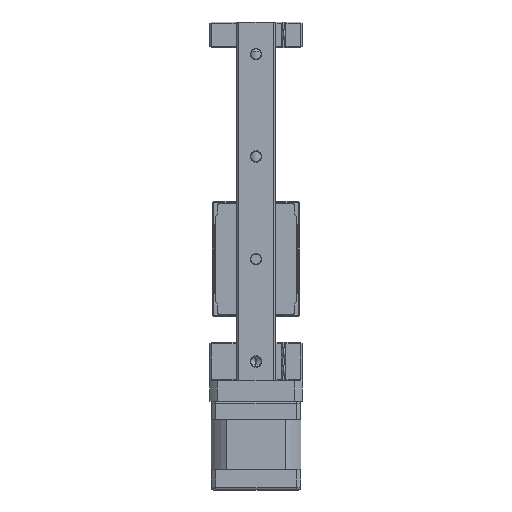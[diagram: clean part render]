
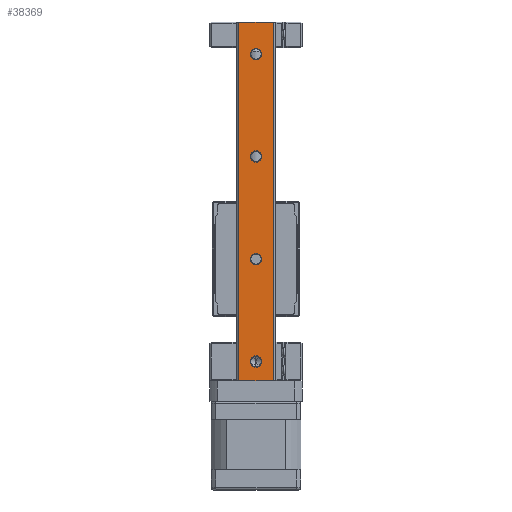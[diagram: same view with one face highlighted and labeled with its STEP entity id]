
A CAD part, front view. The second image highlights one B-rep face of the part: STEP entity #38369.
In plain terms, the highlighted planar face has unit normal (0, -1, 0).
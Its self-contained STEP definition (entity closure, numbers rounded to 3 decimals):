
#161 = FACE_BOUND ( 'NONE', #37017, .T. ) ;
#1023 = EDGE_CURVE ( 'NONE', #47726, #52875, #19461, .T. ) ;
#1656 = DIRECTION ( 'NONE',  ( 0., 1., 0. ) ) ;
#1744 = EDGE_LOOP ( 'NONE', ( #37134, #54717 ) ) ;
#4782 = DIRECTION ( 'NONE',  ( 0., 1., 0. ) ) ;
#5729 = CARTESIAN_POINT ( 'NONE',  ( 1.082, -17.885, 76. ) ) ;
#5786 = CARTESIAN_POINT ( 'NONE',  ( -5.618, -17.885, 168.5 ) ) ;
#5987 = DIRECTION ( 'NONE',  ( 0., 0., -1. ) ) ;
#6468 = ORIENTED_EDGE ( 'NONE', *, *, #32933, .T. ) ;
#6764 = ORIENTED_EDGE ( 'NONE', *, *, #60070, .F. ) ;
#8676 = CIRCLE ( 'NONE', #22851, 2.25 ) ;
#9058 = ORIENTED_EDGE ( 'NONE', *, *, #32663, .T. ) ;
#9792 = VERTEX_POINT ( 'NONE', #19694 ) ;
#9875 = DIRECTION ( 'NONE',  ( 0., -1., 0. ) ) ;
#10112 = VERTEX_POINT ( 'NONE', #59771 ) ;
#10132 = CARTESIAN_POINT ( 'NONE',  ( 3.332, -17.885, 116. ) ) ;
#10150 = CARTESIAN_POINT ( 'NONE',  ( 3.332, -17.885, 156. ) ) ;
#10277 = EDGE_LOOP ( 'NONE', ( #45002, #33742 ) ) ;
#10381 = DIRECTION ( 'NONE',  ( 1., 0., 0. ) ) ;
#11573 = AXIS2_PLACEMENT_3D ( 'NONE', #28346, #9875, #42357 ) ;
#12816 = AXIS2_PLACEMENT_3D ( 'NONE', #14942, #47469, #19575 ) ;
#14942 = CARTESIAN_POINT ( 'NONE',  ( 1.082, -17.885, 36. ) ) ;
#16408 = VECTOR ( 'NONE', #45593, 1000. ) ;
#16635 = CIRCLE ( 'NONE', #55363, 2.25 ) ;
#16662 = CIRCLE ( 'NONE', #12816, 2.25 ) ;
#16869 = DIRECTION ( 'NONE',  ( 0., 1., 0. ) ) ;
#17162 = DIRECTION ( 'NONE',  ( -1., 0., 0. ) ) ;
#17321 = CARTESIAN_POINT ( 'NONE',  ( 1.082, -17.885, 76. ) ) ;
#17481 = EDGE_CURVE ( 'NONE', #22998, #10112, #47169, .T. ) ;
#19017 = DIRECTION ( 'NONE',  ( 0., 1., 0. ) ) ;
#19461 = LINE ( 'NONE', #20367, #54485 ) ;
#19575 = DIRECTION ( 'NONE',  ( 1., 0., 0. ) ) ;
#19694 = CARTESIAN_POINT ( 'NONE',  ( -1.168, -17.885, 36. ) ) ;
#20101 = VERTEX_POINT ( 'NONE', #43633 ) ;
#20367 = CARTESIAN_POINT ( 'NONE',  ( -5.618, -17.885, 168.5 ) ) ;
#20451 = DIRECTION ( 'NONE',  ( 0., 0., -1. ) ) ;
#21088 = CARTESIAN_POINT ( 'NONE',  ( 3.332, -17.885, 36. ) ) ;
#21548 = ORIENTED_EDGE ( 'NONE', *, *, #40421, .T. ) ;
#22002 = DIRECTION ( 'NONE',  ( 1., 0., 0. ) ) ;
#22192 = VECTOR ( 'NONE', #5987, 1000. ) ;
#22418 = CARTESIAN_POINT ( 'NONE',  ( -5.618, -17.885, 28.5 ) ) ;
#22694 = CARTESIAN_POINT ( 'NONE',  ( 3.332, -17.885, 76. ) ) ;
#22851 = AXIS2_PLACEMENT_3D ( 'NONE', #5729, #38213, #10381 ) ;
#22920 = CARTESIAN_POINT ( 'NONE',  ( 7.782, -17.885, 28.5 ) ) ;
#22998 = VERTEX_POINT ( 'NONE', #10132 ) ;
#23376 = CARTESIAN_POINT ( 'NONE',  ( -1.168, -17.885, 156. ) ) ;
#23987 = EDGE_CURVE ( 'NONE', #29479, #20101, #31798, .T. ) ;
#24228 = DIRECTION ( 'NONE',  ( 0., 1., 0. ) ) ;
#24398 = ORIENTED_EDGE ( 'NONE', *, *, #1023, .T. ) ;
#25047 = EDGE_LOOP ( 'NONE', ( #6764, #49014, #24398, #9058 ) ) ;
#28264 = VERTEX_POINT ( 'NONE', #37891 ) ;
#28346 = CARTESIAN_POINT ( 'NONE',  ( -5.618, -17.885, 168.5 ) ) ;
#29005 = EDGE_CURVE ( 'NONE', #20101, #29479, #8676, .T. ) ;
#29464 = CARTESIAN_POINT ( 'NONE',  ( 1.082, -17.885, 116. ) ) ;
#29479 = VERTEX_POINT ( 'NONE', #22694 ) ;
#30057 = AXIS2_PLACEMENT_3D ( 'NONE', #17321, #49901, #22002 ) ;
#31180 = CIRCLE ( 'NONE', #44013, 2.25 ) ;
#31798 = CIRCLE ( 'NONE', #30057, 2.25 ) ;
#32580 = CARTESIAN_POINT ( 'NONE',  ( 1.082, -17.885, 116. ) ) ;
#32663 = EDGE_CURVE ( 'NONE', #52875, #28264, #59324, .T. ) ;
#32933 = EDGE_CURVE ( 'NONE', #42890, #47397, #49132, .T. ) ;
#33002 = PLANE ( 'NONE',  #11573 ) ;
#33742 = ORIENTED_EDGE ( 'NONE', *, *, #17481, .T. ) ;
#33807 = EDGE_LOOP ( 'NONE', ( #60295, #6468 ) ) ;
#34157 = DIRECTION ( 'NONE',  ( 1., 0., 0. ) ) ;
#35779 = FACE_BOUND ( 'NONE', #10277, .T. ) ;
#37017 = EDGE_LOOP ( 'NONE', ( #40483, #21548 ) ) ;
#37134 = ORIENTED_EDGE ( 'NONE', *, *, #29005, .T. ) ;
#37266 = DIRECTION ( 'NONE',  ( 1., 0., 0. ) ) ;
#37891 = CARTESIAN_POINT ( 'NONE',  ( -5.618, -17.885, 28.5 ) ) ;
#38213 = DIRECTION ( 'NONE',  ( 0., 1., 0. ) ) ;
#38369 = ADVANCED_FACE ( 'NONE', ( #59093, #161, #48211, #35779, #51112 ), #33002, .T. ) ;
#40323 = EDGE_CURVE ( 'NONE', #10112, #22998, #48731, .T. ) ;
#40421 = EDGE_CURVE ( 'NONE', #48464, #9792, #16662, .T. ) ;
#40482 = AXIS2_PLACEMENT_3D ( 'NONE', #29464, #1656, #34157 ) ;
#40483 = ORIENTED_EDGE ( 'NONE', *, *, #57733, .T. ) ;
#41980 = AXIS2_PLACEMENT_3D ( 'NONE', #32580, #4782, #37266 ) ;
#42357 = DIRECTION ( 'NONE',  ( -1., 0., 0. ) ) ;
#42740 = VERTEX_POINT ( 'NONE', #22920 ) ;
#42890 = VERTEX_POINT ( 'NONE', #10150 ) ;
#43633 = CARTESIAN_POINT ( 'NONE',  ( -1.168, -17.885, 76. ) ) ;
#43635 = CARTESIAN_POINT ( 'NONE',  ( 7.782, -17.885, 168.5 ) ) ;
#44013 = AXIS2_PLACEMENT_3D ( 'NONE', #46904, #19017, #51589 ) ;
#44709 = CARTESIAN_POINT ( 'NONE',  ( 1.082, -17.885, 156. ) ) ;
#44919 = EDGE_CURVE ( 'NONE', #47726, #42740, #46516, .T. ) ;
#45002 = ORIENTED_EDGE ( 'NONE', *, *, #40323, .T. ) ;
#45593 = DIRECTION ( 'NONE',  ( -1., 0., 0. ) ) ;
#46516 = LINE ( 'NONE', #43635, #58880 ) ;
#46904 = CARTESIAN_POINT ( 'NONE',  ( 1.082, -17.885, 156. ) ) ;
#47169 = CIRCLE ( 'NONE', #40482, 2.25 ) ;
#47397 = VERTEX_POINT ( 'NONE', #23376 ) ;
#47469 = DIRECTION ( 'NONE',  ( 0., 1., 0. ) ) ;
#47726 = VERTEX_POINT ( 'NONE', #58195 ) ;
#48211 = FACE_OUTER_BOUND ( 'NONE', #25047, .T. ) ;
#48377 = AXIS2_PLACEMENT_3D ( 'NONE', #44709, #16869, #49456 ) ;
#48464 = VERTEX_POINT ( 'NONE', #21088 ) ;
#48731 = CIRCLE ( 'NONE', #41980, 2.25 ) ;
#49014 = ORIENTED_EDGE ( 'NONE', *, *, #44919, .F. ) ;
#49132 = CIRCLE ( 'NONE', #48377, 2.25 ) ;
#49456 = DIRECTION ( 'NONE',  ( 1., 0., 0. ) ) ;
#49901 = DIRECTION ( 'NONE',  ( 0., 1., 0. ) ) ;
#51112 = FACE_BOUND ( 'NONE', #33807, .T. ) ;
#51589 = DIRECTION ( 'NONE',  ( 1., 0., 0. ) ) ;
#52091 = CARTESIAN_POINT ( 'NONE',  ( 1.082, -17.885, 36. ) ) ;
#52875 = VERTEX_POINT ( 'NONE', #58947 ) ;
#53501 = LINE ( 'NONE', #22418, #16408 ) ;
#54485 = VECTOR ( 'NONE', #17162, 1000. ) ;
#54717 = ORIENTED_EDGE ( 'NONE', *, *, #23987, .T. ) ;
#55363 = AXIS2_PLACEMENT_3D ( 'NONE', #52091, #24228, #56773 ) ;
#56773 = DIRECTION ( 'NONE',  ( 1., 0., 0. ) ) ;
#57357 = EDGE_CURVE ( 'NONE', #47397, #42890, #31180, .T. ) ;
#57733 = EDGE_CURVE ( 'NONE', #9792, #48464, #16635, .T. ) ;
#58195 = CARTESIAN_POINT ( 'NONE',  ( 7.782, -17.885, 168.5 ) ) ;
#58880 = VECTOR ( 'NONE', #20451, 1000. ) ;
#58947 = CARTESIAN_POINT ( 'NONE',  ( -5.618, -17.885, 168.5 ) ) ;
#59093 = FACE_BOUND ( 'NONE', #1744, .T. ) ;
#59324 = LINE ( 'NONE', #5786, #22192 ) ;
#59771 = CARTESIAN_POINT ( 'NONE',  ( -1.168, -17.885, 116. ) ) ;
#60070 = EDGE_CURVE ( 'NONE', #42740, #28264, #53501, .T. ) ;
#60295 = ORIENTED_EDGE ( 'NONE', *, *, #57357, .T. ) ;
